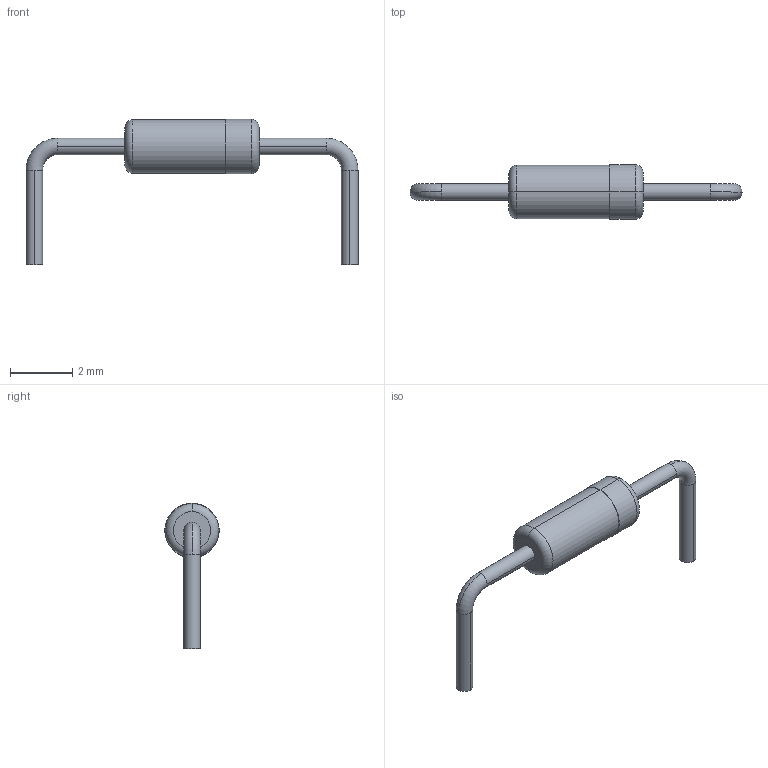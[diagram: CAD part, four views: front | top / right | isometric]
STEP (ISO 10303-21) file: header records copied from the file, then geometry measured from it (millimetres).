
FILE_DESCRIPTION(('FreeCAD Model'),'2;1');
FILE_NAME('DO35.step','2016-10-17T10:08:09',('Author'),('' ),'Open CASCADE STEP processor 6.8','FreeCAD','Unknown');
FILE_SCHEMA(('AUTOMOTIVE_DESIGN_CC2 { 1 2 10303 214 -1 1 5 4 }'));
Length unit declared in the file: millimetre
Products named in the file (2): ASSEMBLY; DO35
Assembly tree (1 placements, depth 2):
  ASSEMBLY
    DO35
Bounding box: 10.69 x 1.75 x 4.69 mm (x, y, z)
Volume: 12.8 mm3; surface area: 48.5 mm2
Topology: 1 solids, 1 shells, 25 faces, 56 edges, 36 vertices
Faces by surface type: cylinder 12, torus 8, plane 5
Entity records: 3793 total; most frequent: CARTESIAN_POINT 2583, DIRECTION 162, ORIENTED_EDGE 112, PCURVE 112, DEFINITIONAL_REPRESENTATION 112, B_SPLINE_CURVE_WITH_KNOTS 96, AXIS2_PLACEMENT_3D 71, EDGE_CURVE 56
